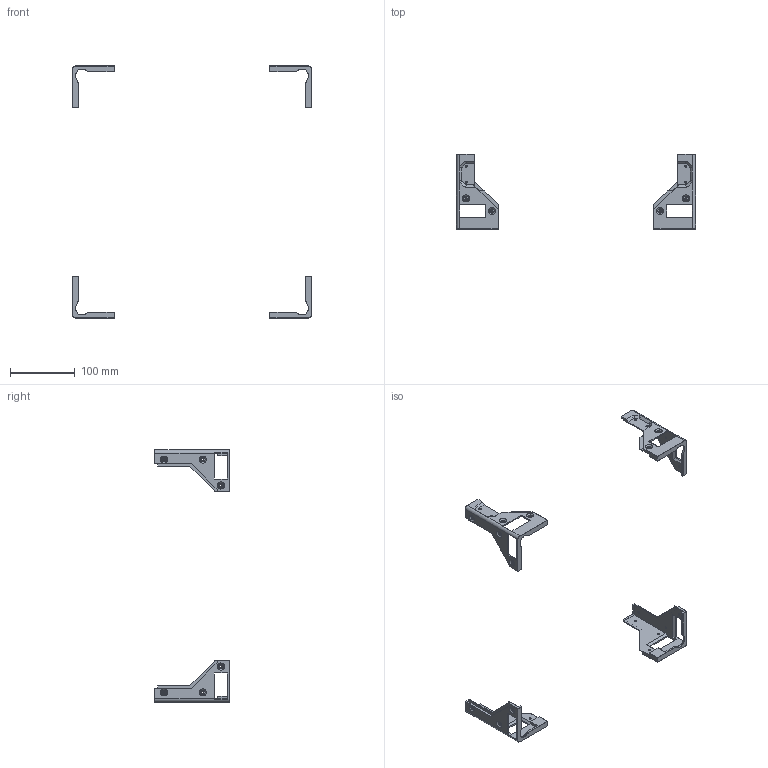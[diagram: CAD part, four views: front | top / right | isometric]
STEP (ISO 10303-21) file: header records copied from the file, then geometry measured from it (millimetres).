
FILE_DESCRIPTION (( 'STEP AP203' ), '1' );
FILE_NAME ('猾眊_狟侐褒.STEP', '2024-01-19T05:57:51', ( 'Leo' ), ( '' ), 'SwSTEP 2.0', 'SolidWorks 2022', '' );
FILE_SCHEMA (( 'CONFIG_CONTROL_DESIGN' ));
Length unit declared in the file: millimetre
Products named in the file (1): 封箱_下四角
Bounding box: 370 x 115.5 x 390 mm (x, y, z)
Volume: 135896.6 mm3; surface area: 76578.7 mm2
Topology: 4 solids, 4 shells, 420 faces, 1144 edges, 738 vertices
Faces by surface type: plane 220, cylinder 116, cone 84
Entity records: 13467 total; most frequent: DIRECTION 2366, CARTESIAN_POINT 2315, ORIENTED_EDGE 2288, EDGE_CURVE 1144, AXIS2_PLACEMENT_3D 805, LINE 756, VECTOR 756, VERTEX_POINT 738
